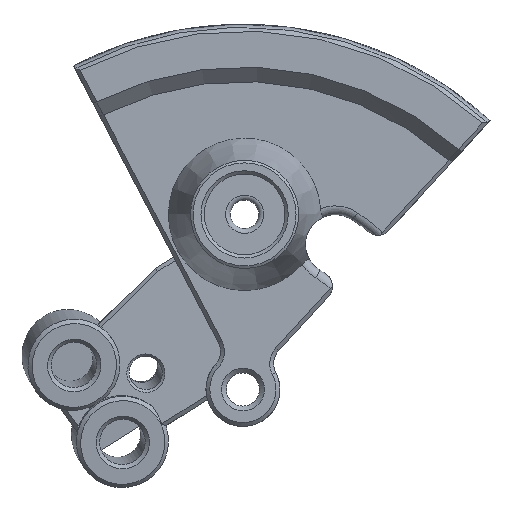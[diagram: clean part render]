
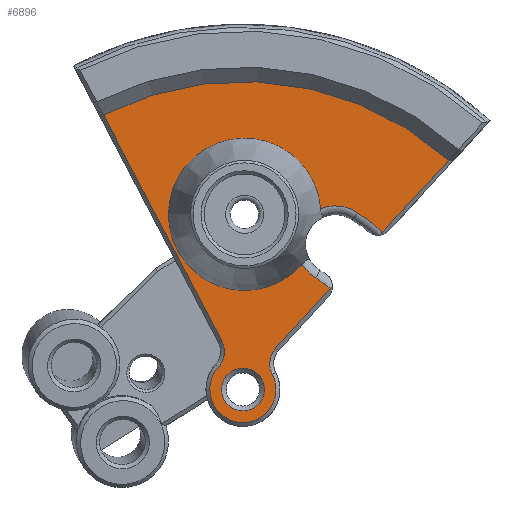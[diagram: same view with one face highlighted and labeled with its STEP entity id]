
A CAD part, left-side view. The second image highlights one B-rep face of the part: STEP entity #6896.
In plain terms, the highlighted planar face has unit normal (-1, 0, 0).
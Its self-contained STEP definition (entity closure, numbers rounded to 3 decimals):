
#54=FACE_BOUND('',#1998,.T.);
#280=PLANE('',#7401);
#576=LINE('',#11140,#1115);
#577=LINE('',#11149,#1116);
#578=LINE('',#11151,#1117);
#579=LINE('',#11155,#1118);
#1115=VECTOR('',#8211,10.);
#1116=VECTOR('',#8220,10.);
#1117=VECTOR('',#8221,10.);
#1118=VECTOR('',#8224,10.);
#1601=FACE_OUTER_BOUND('',#1997,.T.);
#1997=EDGE_LOOP('',(#5079,#5080,#5081,#5082,#5083,#5084,#5085,#5086,#5087,
#5088,#5089,#5090,#5091,#5092));
#1998=EDGE_LOOP('',(#5093));
#2383=CIRCLE('',#7307,7.825);
#2384=CIRCLE('',#7308,7.825);
#2436=CIRCLE('',#7402,3.4);
#2437=CIRCLE('',#7403,2.4);
#2438=CIRCLE('',#7404,13.694);
#2439=CIRCLE('',#7405,3.965);
#2440=CIRCLE('',#7406,3.965);
#2441=CIRCLE('',#7407,21.615);
#2442=CIRCLE('',#7408,31.625);
#2443=CIRCLE('',#7409,2.4);
#2444=CIRCLE('',#7410,2.2);
#2926=VERTEX_POINT('',#9609);
#2927=VERTEX_POINT('',#9610);
#2930=VERTEX_POINT('',#9650);
#3124=VERTEX_POINT('',#11134);
#3125=VERTEX_POINT('',#11135);
#3126=VERTEX_POINT('',#11137);
#3127=VERTEX_POINT('',#11139);
#3128=VERTEX_POINT('',#11141);
#3129=VERTEX_POINT('',#11144);
#3130=VERTEX_POINT('',#11146);
#3131=VERTEX_POINT('',#11148);
#3132=VERTEX_POINT('',#11150);
#3133=VERTEX_POINT('',#11152);
#3134=VERTEX_POINT('',#11154);
#3135=VERTEX_POINT('',#11157);
#3645=EDGE_CURVE('',#2926,#2927,#2383,.T.);
#3649=EDGE_CURVE('',#2927,#2930,#2384,.T.);
#3882=EDGE_CURVE('',#3124,#3125,#2436,.T.);
#3883=EDGE_CURVE('',#3126,#3124,#2437,.T.);
#3884=EDGE_CURVE('',#3127,#3126,#576,.T.);
#3885=EDGE_CURVE('',#3128,#3127,#2438,.T.);
#3886=EDGE_CURVE('',#2926,#3128,#2439,.T.);
#3887=EDGE_CURVE('',#3129,#2930,#2440,.T.);
#3888=EDGE_CURVE('',#3130,#3129,#2441,.T.);
#3889=EDGE_CURVE('',#3131,#3130,#577,.T.);
#3890=EDGE_CURVE('',#3131,#3132,#578,.T.);
#3891=EDGE_CURVE('',#3132,#3133,#2442,.T.);
#3892=EDGE_CURVE('',#3134,#3133,#579,.T.);
#3893=EDGE_CURVE('',#3125,#3134,#2443,.T.);
#3894=EDGE_CURVE('',#3135,#3135,#2444,.T.);
#5079=ORIENTED_EDGE('',*,*,#3882,.F.);
#5080=ORIENTED_EDGE('',*,*,#3883,.F.);
#5081=ORIENTED_EDGE('',*,*,#3884,.F.);
#5082=ORIENTED_EDGE('',*,*,#3885,.F.);
#5083=ORIENTED_EDGE('',*,*,#3886,.F.);
#5084=ORIENTED_EDGE('',*,*,#3645,.T.);
#5085=ORIENTED_EDGE('',*,*,#3649,.T.);
#5086=ORIENTED_EDGE('',*,*,#3887,.F.);
#5087=ORIENTED_EDGE('',*,*,#3888,.F.);
#5088=ORIENTED_EDGE('',*,*,#3889,.F.);
#5089=ORIENTED_EDGE('',*,*,#3890,.T.);
#5090=ORIENTED_EDGE('',*,*,#3891,.T.);
#5091=ORIENTED_EDGE('',*,*,#3892,.F.);
#5092=ORIENTED_EDGE('',*,*,#3893,.F.);
#5093=ORIENTED_EDGE('',*,*,#3894,.F.);
#6896=ADVANCED_FACE('',(#1601,#54),#280,.T.);
#7307=AXIS2_PLACEMENT_3D('',#9611,#7913,#7914);
#7308=AXIS2_PLACEMENT_3D('',#9663,#7915,#7916);
#7401=AXIS2_PLACEMENT_3D('',#11133,#8205,#8206);
#7402=AXIS2_PLACEMENT_3D('',#11136,#8207,#8208);
#7403=AXIS2_PLACEMENT_3D('',#11138,#8209,#8210);
#7404=AXIS2_PLACEMENT_3D('',#11142,#8212,#8213);
#7405=AXIS2_PLACEMENT_3D('',#11143,#8214,#8215);
#7406=AXIS2_PLACEMENT_3D('',#11145,#8216,#8217);
#7407=AXIS2_PLACEMENT_3D('',#11147,#8218,#8219);
#7408=AXIS2_PLACEMENT_3D('',#11153,#8222,#8223);
#7409=AXIS2_PLACEMENT_3D('',#11156,#8225,#8226);
#7410=AXIS2_PLACEMENT_3D('',#11158,#8227,#8228);
#7913=DIRECTION('center_axis',(1.,0.,0.));
#7914=DIRECTION('ref_axis',(0.,-1.,0.));
#7915=DIRECTION('center_axis',(1.,0.,0.));
#7916=DIRECTION('ref_axis',(0.,-1.,0.));
#8205=DIRECTION('center_axis',(-1.,0.,0.));
#8206=DIRECTION('ref_axis',(0.,0.,
1.));
#8207=DIRECTION('center_axis',(1.,0.,0.));
#8208=DIRECTION('ref_axis',(0.,0.,-1.));
#8209=DIRECTION('center_axis',(-1.,0.,0.));
#8210=DIRECTION('ref_axis',(0.,0.991,0.133));
#8211=DIRECTION('',(0.,0.677,-0.736));
#8212=DIRECTION('center_axis',(1.,0.,0.));
#8213=DIRECTION('ref_axis',(0.,-0.598,0.802));
#8214=DIRECTION('center_axis',(-1.,0.,0.));
#8215=DIRECTION('ref_axis',(0.,0.904,-0.427));
#8216=DIRECTION('center_axis',(-1.,0.,0.));
#8217=DIRECTION('ref_axis',(0.,0.47,0.883));
#8218=DIRECTION('center_axis',(-1.,0.,0.));
#8219=DIRECTION('ref_axis',(0.,-0.598,0.802));
#8220=DIRECTION('',(0.,0.677,-0.736));
#8221=DIRECTION('',(0.,0.977,-0.213));
#8222=DIRECTION('center_axis',(-1.,0.,0.));
#8223=DIRECTION('ref_axis',(0.,-1.,0.));
#8224=DIRECTION('',(0.,0.464,0.886));
#8225=DIRECTION('center_axis',(-1.,0.,0.));
#8226=DIRECTION('ref_axis',(0.,-0.992,-0.127));
#8227=DIRECTION('center_axis',(-1.,0.,0.));
#8228=DIRECTION('ref_axis',(0.,0.,-1.));
#9609=CARTESIAN_POINT('',(-6.82,86.016,46.02));
#9610=CARTESIAN_POINT('',(-6.82,99.75,51.15));
#9611=CARTESIAN_POINT('Origin',(-6.82,91.925,51.15));
#9650=CARTESIAN_POINT('',(-6.82,84.122,51.73));
#9663=CARTESIAN_POINT('Origin',(-6.82,91.925,51.15));
#11133=CARTESIAN_POINT('Origin',(-6.82,90.261,46.881));
#11134=CARTESIAN_POINT('',(-6.82,89.072,34.723));
#11135=CARTESIAN_POINT('',(-6.82,94.613,35.45));
#11136=CARTESIAN_POINT('Origin',(-6.82,92.094,33.167));
#11137=CARTESIAN_POINT('',(-6.82,88.705,37.446));
#11138=CARTESIAN_POINT('Origin',(-6.82,86.938,35.822));
#11139=CARTESIAN_POINT('',(-6.82,83.126,43.516));
#11140=CARTESIAN_POINT('',(-6.82,87.649,38.595));
#11141=CARTESIAN_POINT('',(-6.82,84.595,44.626));
#11142=CARTESIAN_POINT('Origin',(-6.82,92.094,33.167));
#11143=CARTESIAN_POINT('Origin',(-6.82,82.617,48.062));
#11144=CARTESIAN_POINT('',(-6.82,80.305,51.284));
#11145=CARTESIAN_POINT('Origin',(-6.82,82.617,48.062));
#11146=CARTESIAN_POINT('',(-6.82,77.751,49.337));
#11147=CARTESIAN_POINT('Origin',(-6.82,92.094,33.167));
#11148=CARTESIAN_POINT('',(-6.82,70.944,56.731));
#11149=CARTESIAN_POINT('',(-6.82,86.43,39.91));
#11150=CARTESIAN_POINT('',(-6.82,70.991,56.721));
#11151=CARTESIAN_POINT('',(-6.82,70.944,56.731));
#11152=CARTESIAN_POINT('',(-6.82,106.409,61.367));
#11153=CARTESIAN_POINT('Origin',(-6.82,92.094,33.167));
#11154=CARTESIAN_POINT('',(-6.82,94.266,38.175));
#11155=CARTESIAN_POINT('',(-6.82,99.815,48.773));
#11156=CARTESIAN_POINT('Origin',(-6.82,96.392,37.062));
#11157=CARTESIAN_POINT('',(-6.82,92.094,35.367));
#11158=CARTESIAN_POINT('Origin',(-6.82,92.094,33.167));
